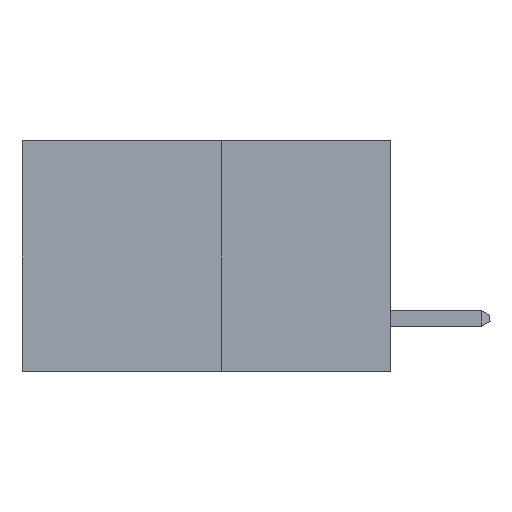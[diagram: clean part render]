
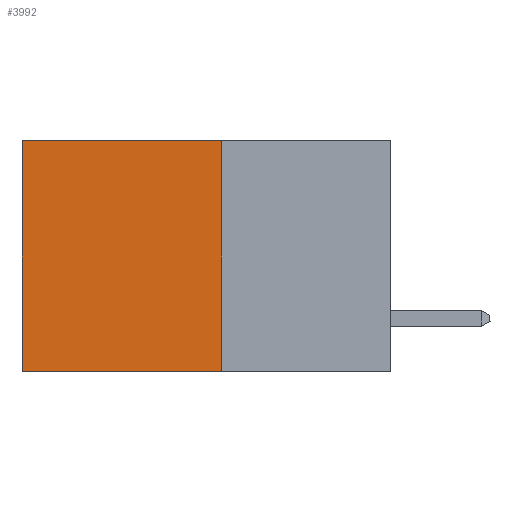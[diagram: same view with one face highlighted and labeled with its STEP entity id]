
A CAD part, left-side view. The second image highlights one B-rep face of the part: STEP entity #3992.
In plain terms, the highlighted planar face has unit normal (-1, 0, 0).
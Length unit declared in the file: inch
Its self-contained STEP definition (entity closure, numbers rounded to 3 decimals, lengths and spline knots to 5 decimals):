
#1233 = VERTEX_POINT ( 'NONE', #7113 ) ;
#3119 = VECTOR ( 'NONE', #9287, 39.37008 ) ;
#3187 = EDGE_CURVE ( 'NONE', #4080, #1233, #3840, .T. ) ;
#3294 = VECTOR ( 'NONE', #14735, 39.37008 ) ;
#3840 = LINE ( 'NONE', #16405, #3294 ) ;
#3992 = ADVANCED_FACE ( 'NONE', ( #13312 ), #9626, .F. ) ;
#4080 = VERTEX_POINT ( 'NONE', #14752 ) ;
#5139 = CARTESIAN_POINT ( 'NONE',  ( 0.277, 0.59, -0.37 ) ) ;
#5395 = CARTESIAN_POINT ( 'NONE',  ( 0.277, 0.27, -0.37 ) ) ;
#5456 = DIRECTION ( 'NONE',  ( 0., 1., 0. ) ) ;
#6034 = ORIENTED_EDGE ( 'NONE', *, *, #21246, .F. ) ;
#6911 = EDGE_CURVE ( 'NONE', #13420, #13208, #18766, .T. ) ;
#6953 = AXIS2_PLACEMENT_3D ( 'NONE', #8715, #11910, #15653 ) ;
#7113 = CARTESIAN_POINT ( 'NONE',  ( 0.277, 0.59, 0. ) ) ;
#7490 = ORIENTED_EDGE ( 'NONE', *, *, #3187, .T. ) ;
#8715 = CARTESIAN_POINT ( 'NONE',  ( 0.277, 0.27, -0.37 ) ) ;
#9287 = DIRECTION ( 'NONE',  ( 0., 0., -1. ) ) ;
#9366 = CARTESIAN_POINT ( 'NONE',  ( 0.277, 0.27, -0.37 ) ) ;
#9626 = PLANE ( 'NONE',  #6953 ) ;
#9666 = VECTOR ( 'NONE', #14807, 39.37008 ) ;
#11756 = EDGE_LOOP ( 'NONE', ( #15816, #14358, #6034, #7490 ) ) ;
#11910 = DIRECTION ( 'NONE',  ( 1., 0., 0. ) ) ;
#12381 = LINE ( 'NONE', #9366, #3119 ) ;
#13032 = CARTESIAN_POINT ( 'NONE',  ( 0.277, 0.59, -0.37 ) ) ;
#13208 = VERTEX_POINT ( 'NONE', #5139 ) ;
#13312 = FACE_OUTER_BOUND ( 'NONE', #11756, .T. ) ;
#13420 = VERTEX_POINT ( 'NONE', #19719 ) ;
#14215 = EDGE_CURVE ( 'NONE', #1233, #13208, #14910, .T. ) ;
#14358 = ORIENTED_EDGE ( 'NONE', *, *, #6911, .F. ) ;
#14735 = DIRECTION ( 'NONE',  ( 0., 1., 0. ) ) ;
#14752 = CARTESIAN_POINT ( 'NONE',  ( 0.277, 0.27, 0. ) ) ;
#14807 = DIRECTION ( 'NONE',  ( 0., 0., -1. ) ) ;
#14910 = LINE ( 'NONE', #13032, #9666 ) ;
#15653 = DIRECTION ( 'NONE',  ( 0., 0., -1. ) ) ;
#15816 = ORIENTED_EDGE ( 'NONE', *, *, #14215, .T. ) ;
#16405 = CARTESIAN_POINT ( 'NONE',  ( 0.277, 0.27, 0. ) ) ;
#18213 = VECTOR ( 'NONE', #5456, 39.37008 ) ;
#18766 = LINE ( 'NONE', #5395, #18213 ) ;
#19719 = CARTESIAN_POINT ( 'NONE',  ( 0.277, 0.27, -0.37 ) ) ;
#21246 = EDGE_CURVE ( 'NONE', #4080, #13420, #12381, .T. ) ;
